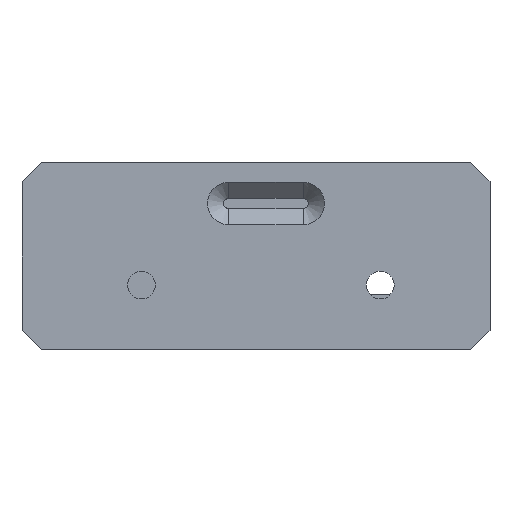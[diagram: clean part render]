
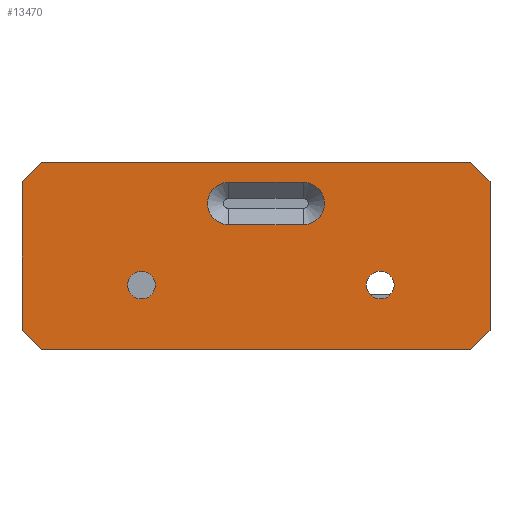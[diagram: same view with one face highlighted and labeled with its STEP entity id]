
A CAD part, front view. The second image highlights one B-rep face of the part: STEP entity #13470.
In plain terms, the highlighted planar face has unit normal (0, -1, 0).
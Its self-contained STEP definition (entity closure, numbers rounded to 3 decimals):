
#315=FACE_BOUND('',#1602,.T.);
#316=FACE_BOUND('',#1603,.T.);
#317=FACE_BOUND('',#1604,.T.);
#421=PLANE('',#14317);
#849=FACE_OUTER_BOUND('',#1601,.T.);
#1601=EDGE_LOOP('',(#9968,#9969,#9970,#9971,#9972,#9973,#9974,#9975));
#1602=EDGE_LOOP('',(#9976));
#1603=EDGE_LOOP('',(#9977));
#1604=EDGE_LOOP('',(#9978,#9979,#9980,#9981));
#2359=CIRCLE('',#14207,2.15);
#2361=CIRCLE('',#14210,2.15);
#2364=CIRCLE('',#14214,3.291);
#2417=CIRCLE('',#14318,3.291);
#2624=LINE('',#18074,#3948);
#2780=LINE('',#18814,#4104);
#2844=LINE('',#18944,#4168);
#2875=LINE('',#19045,#4199);
#2916=LINE('',#19139,#4240);
#2935=LINE('',#19187,#4259);
#2936=LINE('',#19189,#4260);
#2937=LINE('',#19190,#4261);
#2938=LINE('',#19192,#4262);
#2939=LINE('',#19194,#4263);
#3948=VECTOR('',#15041,1000.);
#4104=VECTOR('',#15231,1000.);
#4168=VECTOR('',#15317,1000.);
#4199=VECTOR('',#15416,1000.);
#4240=VECTOR('',#15485,1000.);
#4259=VECTOR('',#15536,1000.);
#4260=VECTOR('',#15537,1000.);
#4261=VECTOR('',#15538,1000.);
#4262=VECTOR('',#15539,1000.);
#4263=VECTOR('',#15540,1000.);
#5751=VERTEX_POINT('',#17539);
#5753=VERTEX_POINT('',#17545);
#5757=VERTEX_POINT('',#17554);
#5758=VERTEX_POINT('',#17556);
#5925=VERTEX_POINT('',#18071);
#5926=VERTEX_POINT('',#18073);
#6165=VERTEX_POINT('',#18812);
#6220=VERTEX_POINT('',#18942);
#6255=VERTEX_POINT('',#19042);
#6256=VERTEX_POINT('',#19044);
#6308=VERTEX_POINT('',#19186);
#6309=VERTEX_POINT('',#19188);
#6310=VERTEX_POINT('',#19191);
#6311=VERTEX_POINT('',#19193);
#7140=EDGE_CURVE('',#5751,#5751,#2359,.T.);
#7143=EDGE_CURVE('',#5753,#5753,#2361,.T.);
#7148=EDGE_CURVE('',#5757,#5758,#2364,.T.);
#7316=EDGE_CURVE('',#5926,#5925,#2624,.T.);
#7564=EDGE_CURVE('',#5925,#6165,#2780,.T.);
#7634=EDGE_CURVE('',#6220,#6165,#2844,.T.);
#7685=EDGE_CURVE('',#6256,#6255,#2875,.T.);
#7738=EDGE_CURVE('',#6255,#5926,#2916,.T.);
#7765=EDGE_CURVE('',#6220,#6308,#2935,.T.);
#7766=EDGE_CURVE('',#6309,#6308,#2936,.T.);
#7767=EDGE_CURVE('',#6309,#6256,#2937,.T.);
#7768=EDGE_CURVE('',#5758,#6310,#2938,.T.);
#7769=EDGE_CURVE('',#6311,#5757,#2939,.T.);
#7770=EDGE_CURVE('',#6310,#6311,#2417,.T.);
#9968=ORIENTED_EDGE('',*,*,#7316,.T.);
#9969=ORIENTED_EDGE('',*,*,#7564,.T.);
#9970=ORIENTED_EDGE('',*,*,#7634,.F.);
#9971=ORIENTED_EDGE('',*,*,#7765,.T.);
#9972=ORIENTED_EDGE('',*,*,#7766,.F.);
#9973=ORIENTED_EDGE('',*,*,#7767,.T.);
#9974=ORIENTED_EDGE('',*,*,#7685,.T.);
#9975=ORIENTED_EDGE('',*,*,#7738,.T.);
#9976=ORIENTED_EDGE('',*,*,#7140,.T.);
#9977=ORIENTED_EDGE('',*,*,#7143,.T.);
#9978=ORIENTED_EDGE('',*,*,#7768,.F.);
#9979=ORIENTED_EDGE('',*,*,#7148,.F.);
#9980=ORIENTED_EDGE('',*,*,#7769,.F.);
#9981=ORIENTED_EDGE('',*,*,#7770,.F.);
#13470=ADVANCED_FACE('',(#849,#315,#316,#317),#421,.F.);
#14207=AXIS2_PLACEMENT_3D('',#17540,#14899,#14900);
#14210=AXIS2_PLACEMENT_3D('',#17546,#14906,#14907);
#14214=AXIS2_PLACEMENT_3D('',#17557,#14916,#14917);
#14317=AXIS2_PLACEMENT_3D('',#19185,#15534,#15535);
#14318=AXIS2_PLACEMENT_3D('',#19195,#15541,#15542);
#14899=DIRECTION('center_axis',(0.,1.,0.));
#14900=DIRECTION('ref_axis',(0.,0.,
1.));
#14906=DIRECTION('center_axis',(0.,1.,0.));
#14907=DIRECTION('ref_axis',(0.,0.,
1.));
#14916=DIRECTION('center_axis',(0.,-1.,0.));
#14917=DIRECTION('ref_axis',(0.,0.,
1.));
#15041=DIRECTION('',(-1.,0.,0.));
#15231=DIRECTION('',(-0.707,0.,-0.707));
#15317=DIRECTION('',(0.,0.,1.));
#15416=DIRECTION('',(0.,0.,1.));
#15485=DIRECTION('',(-0.707,0.,0.707));
#15534=DIRECTION('center_axis',(0.,1.,0.));
#15535=DIRECTION('ref_axis',(0.,0.,1.));
#15536=DIRECTION('',(0.707,0.,-0.707));
#15537=DIRECTION('',(-1.,0.,0.));
#15538=DIRECTION('',(0.707,0.,0.707));
#15539=DIRECTION('',(-1.,0.,0.));
#15540=DIRECTION('',(1.,0.,0.));
#15541=DIRECTION('center_axis',(0.,-1.,0.));
#15542=DIRECTION('ref_axis',(0.,0.,
1.));
#17539=CARTESIAN_POINT('',(-19.15,-38.818,-10.54));
#17540=CARTESIAN_POINT('Origin',(-19.15,-38.818,-8.39));
#17545=CARTESIAN_POINT('',(17.85,-38.818,-10.54));
#17546=CARTESIAN_POINT('Origin',(17.85,-38.818,-8.39));
#17554=CARTESIAN_POINT('',(5.908,-38.818,0.954));
#17556=CARTESIAN_POINT('',(5.908,-38.818,7.536));
#17557=CARTESIAN_POINT('Origin',(5.908,-38.818,4.245));
#18071=CARTESIAN_POINT('',(-34.65,-38.818,10.61));
#18073=CARTESIAN_POINT('',(31.85,-38.818,10.61));
#18074=CARTESIAN_POINT('',(33.35,-38.818,10.61));
#18812=CARTESIAN_POINT('',(-37.65,-38.818,7.61));
#18814=CARTESIAN_POINT('',(-37.65,-38.818,7.61));
#18942=CARTESIAN_POINT('',(-37.65,-38.818,-15.39));
#18944=CARTESIAN_POINT('',(-37.65,-38.818,-18.39));
#19042=CARTESIAN_POINT('',(34.85,-38.818,7.61));
#19044=CARTESIAN_POINT('',(34.85,-38.818,-15.39));
#19045=CARTESIAN_POINT('',(34.85,-38.818,-18.39));
#19139=CARTESIAN_POINT('',(34.85,-38.818,7.61));
#19185=CARTESIAN_POINT('Origin',(33.35,-38.818,-18.39));
#19186=CARTESIAN_POINT('',(-34.65,-38.818,-18.39));
#19187=CARTESIAN_POINT('',(-34.65,-38.818,-18.39));
#19188=CARTESIAN_POINT('',(31.85,-38.818,-18.39));
#19189=CARTESIAN_POINT('',(33.35,-38.818,-18.39));
#19190=CARTESIAN_POINT('',(31.85,-38.818,-18.39));
#19191=CARTESIAN_POINT('',(-5.63,-38.818,7.536));
#19192=CARTESIAN_POINT('',(33.35,-38.818,7.536));
#19193=CARTESIAN_POINT('',(-5.63,-38.818,0.954));
#19194=CARTESIAN_POINT('',(33.35,-38.818,0.954));
#19195=CARTESIAN_POINT('Origin',(-5.63,-38.818,4.245));
